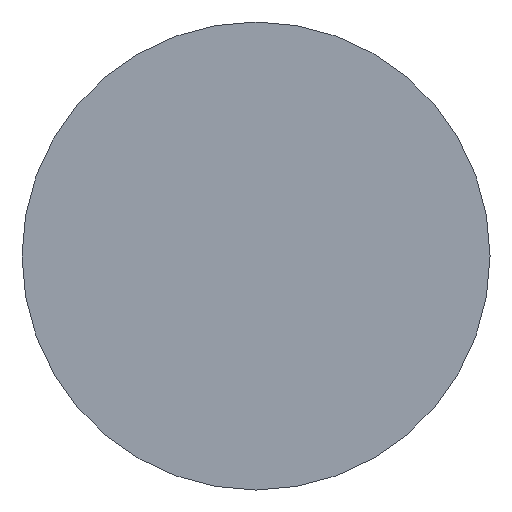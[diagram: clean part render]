
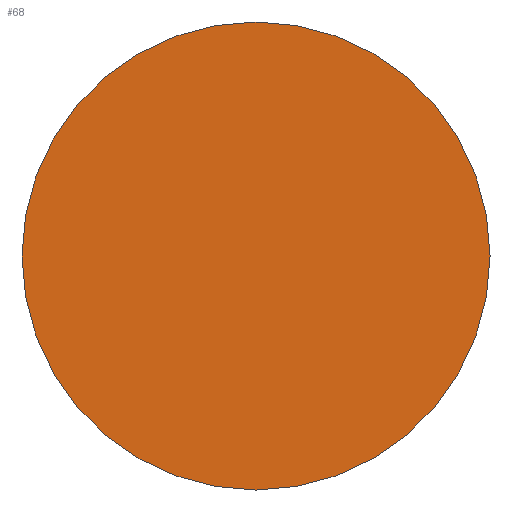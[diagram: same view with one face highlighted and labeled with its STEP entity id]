
A CAD part, front view. The second image highlights one B-rep face of the part: STEP entity #68.
In plain terms, the highlighted planar face has unit normal (0, -1, 0).
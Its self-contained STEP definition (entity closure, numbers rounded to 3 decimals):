
#17=PLANE('',#91);
#25=FACE_OUTER_BOUND('',#31,.T.);
#31=EDGE_LOOP('',(#61));
#38=CIRCLE('',#88,4.);
#42=VERTEX_POINT('',#123);
#47=EDGE_CURVE('',#42,#42,#38,.T.);
#61=ORIENTED_EDGE('',*,*,#47,.T.);
#68=ADVANCED_FACE('',(#25),#17,.F.);
#88=AXIS2_PLACEMENT_3D('',#124,#105,#106);
#91=AXIS2_PLACEMENT_3D('',#129,#112,#113);
#105=DIRECTION('center_axis',(0.,-1.,0.));
#106=DIRECTION('ref_axis',(1.,0.,0.));
#112=DIRECTION('center_axis',(0.,1.,0.));
#113=DIRECTION('ref_axis',(1.,0.,0.));
#123=CARTESIAN_POINT('',(-4.,-20.,0.));
#124=CARTESIAN_POINT('Origin',(0.,-20.,0.));
#129=CARTESIAN_POINT('Origin',(0.,-20.,0.));
